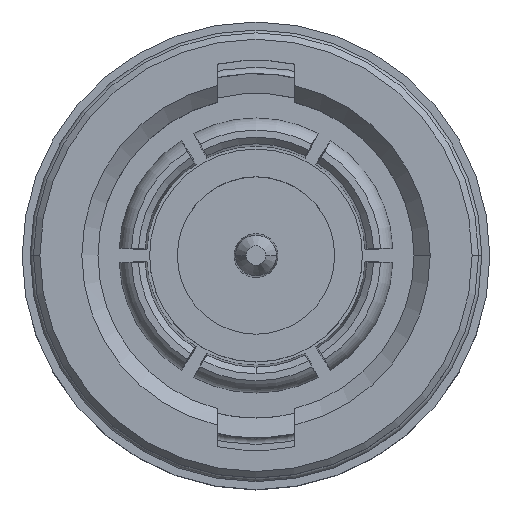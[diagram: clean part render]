
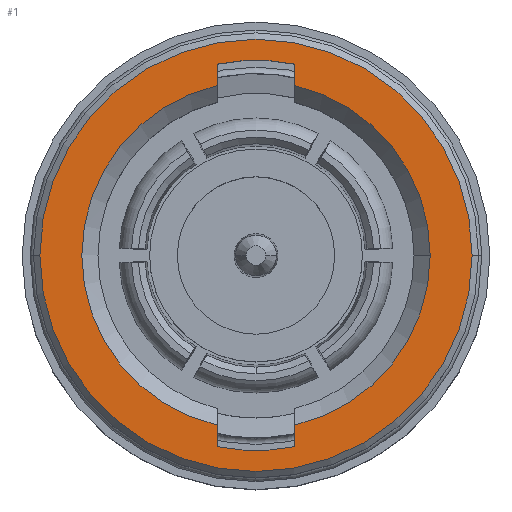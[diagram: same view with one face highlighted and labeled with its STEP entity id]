
A CAD part, top view. The second image highlights one B-rep face of the part: STEP entity #1.
In plain terms, the highlighted planar face has unit normal (0, 0, 1).
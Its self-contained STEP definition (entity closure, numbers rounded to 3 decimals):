
#1 = ADVANCED_FACE ( 'NONE', ( #7741, #657 ), #5777, .F. ) ;
#41 = ORIENTED_EDGE ( 'NONE', *, *, #4786, .F. ) ;
#126 = EDGE_CURVE ( 'NONE', #2185, #1980, #6680, .T. ) ;
#145 = ORIENTED_EDGE ( 'NONE', *, *, #3394, .F. ) ;
#223 = CIRCLE ( 'NONE', #525, 6.05 ) ;
#299 = DIRECTION ( 'NONE',  ( 0., 0., -1. ) ) ;
#414 = CARTESIAN_POINT ( 'NONE',  ( 0., 0., 1.4 ) ) ;
#441 = DIRECTION ( 'NONE',  ( 1., 0., 0. ) ) ;
#451 = VECTOR ( 'NONE', #5100, 1000. ) ;
#453 = CARTESIAN_POINT ( 'NONE',  ( 1.2, 5.265, 1.4 ) ) ;
#525 = AXIS2_PLACEMENT_3D ( 'NONE', #5973, #2307, #6609 ) ;
#651 = EDGE_CURVE ( 'NONE', #6814, #786, #3401, .T. ) ;
#657 = FACE_BOUND ( 'NONE', #3997, .T. ) ;
#773 = DIRECTION ( 'NONE',  ( 0., -1., 0. ) ) ;
#786 = VERTEX_POINT ( 'NONE', #3571 ) ;
#808 = CARTESIAN_POINT ( 'NONE',  ( -1.2, -4.751, 1.4 ) ) ;
#809 = LINE ( 'NONE', #6468, #3869 ) ;
#855 = EDGE_CURVE ( 'NONE', #1980, #6814, #6215, .T. ) ;
#856 = CARTESIAN_POINT ( 'NONE',  ( 1.2, -5.265, 1.4 ) ) ;
#881 = DIRECTION ( 'NONE',  ( 0., 1., 0. ) ) ;
#939 = DIRECTION ( 'NONE',  ( 0., 0., 1. ) ) ;
#1162 = CARTESIAN_POINT ( 'NONE',  ( 0., 0., 1.4 ) ) ;
#1166 = ORIENTED_EDGE ( 'NONE', *, *, #7235, .F. ) ;
#1235 = CARTESIAN_POINT ( 'NONE',  ( -1.2, 5.93, 1.4 ) ) ;
#1480 = CARTESIAN_POINT ( 'NONE',  ( 0., 0., 1.4 ) ) ;
#1782 = DIRECTION ( 'NONE',  ( -1., 0., 0. ) ) ;
#1980 = VERTEX_POINT ( 'NONE', #5019 ) ;
#2010 = CARTESIAN_POINT ( 'NONE',  ( 0., 0., 1.4 ) ) ;
#2109 = DIRECTION ( 'NONE',  ( 1., 0., 0. ) ) ;
#2185 = VERTEX_POINT ( 'NONE', #856 ) ;
#2197 = CIRCLE ( 'NONE', #5288, 5.4 ) ;
#2240 = ORIENTED_EDGE ( 'NONE', *, *, #126, .F. ) ;
#2307 = DIRECTION ( 'NONE',  ( 0., 0., 1. ) ) ;
#2397 = AXIS2_PLACEMENT_3D ( 'NONE', #2010, #6314, #2716 ) ;
#2428 = ORIENTED_EDGE ( 'NONE', *, *, #855, .F. ) ;
#2493 = AXIS2_PLACEMENT_3D ( 'NONE', #4610, #939, #5226 ) ;
#2547 = CARTESIAN_POINT ( 'NONE',  ( -6.7, 0., 1.4 ) ) ;
#2582 = CIRCLE ( 'NONE', #2397, 6.05 ) ;
#2716 = DIRECTION ( 'NONE',  ( -1., 0., 0. ) ) ;
#2787 = ORIENTED_EDGE ( 'NONE', *, *, #651, .F. ) ;
#2928 = DIRECTION ( 'NONE',  ( 0., 0., 1. ) ) ;
#3123 = VERTEX_POINT ( 'NONE', #2547 ) ;
#3300 = EDGE_LOOP ( 'NONE', ( #6487, #4729 ) ) ;
#3394 = EDGE_CURVE ( 'NONE', #7589, #2185, #809, .T. ) ;
#3401 = LINE ( 'NONE', #5101, #6494 ) ;
#3571 = CARTESIAN_POINT ( 'NONE',  ( 1.2, 5.93, 1.4 ) ) ;
#3721 = LINE ( 'NONE', #808, #451 ) ;
#3753 = CARTESIAN_POINT ( 'NONE',  ( 6.7, 0., 1.4 ) ) ;
#3780 = AXIS2_PLACEMENT_3D ( 'NONE', #7800, #4123, #441 ) ;
#3828 = AXIS2_PLACEMENT_3D ( 'NONE', #1162, #5461, #1782 ) ;
#3833 = AXIS2_PLACEMENT_3D ( 'NONE', #414, #2928, #6543 ) ;
#3869 = VECTOR ( 'NONE', #4609, 1000. ) ;
#3870 = CARTESIAN_POINT ( 'NONE',  ( -1.2, -5.265, 1.4 ) ) ;
#3954 = CARTESIAN_POINT ( 'NONE',  ( 0., 0., 1.4 ) ) ;
#3997 = EDGE_LOOP ( 'NONE', ( #1166, #2787, #2428, #2240, #145, #41, #5105, #5200, #7157 ) ) ;
#4108 = EDGE_CURVE ( 'NONE', #3123, #5684, #4354, .T. ) ;
#4123 = DIRECTION ( 'NONE',  ( 0., 0., 1. ) ) ;
#4224 = VECTOR ( 'NONE', #773, 1000. ) ;
#4354 = CIRCLE ( 'NONE', #3828, 6.7 ) ;
#4370 = AXIS2_PLACEMENT_3D ( 'NONE', #3954, #299, #4587 ) ;
#4464 = CARTESIAN_POINT ( 'NONE',  ( -1.2, 4.751, 1.4 ) ) ;
#4587 = DIRECTION ( 'NONE',  ( -1., 0., 0. ) ) ;
#4609 = DIRECTION ( 'NONE',  ( 0., 1., 0. ) ) ;
#4610 = CARTESIAN_POINT ( 'NONE',  ( 0., 0., 1.4 ) ) ;
#4729 = ORIENTED_EDGE ( 'NONE', *, *, #6370, .T. ) ;
#4786 = EDGE_CURVE ( 'NONE', #5608, #7589, #223, .T. ) ;
#5019 = CARTESIAN_POINT ( 'NONE',  ( 5.4, 0., 1.4 ) ) ;
#5100 = DIRECTION ( 'NONE',  ( 0., -1., 0. ) ) ;
#5101 = CARTESIAN_POINT ( 'NONE',  ( 1.2, 4.751, 1.4 ) ) ;
#5105 = ORIENTED_EDGE ( 'NONE', *, *, #6242, .F. ) ;
#5200 = ORIENTED_EDGE ( 'NONE', *, *, #7930, .F. ) ;
#5226 = DIRECTION ( 'NONE',  ( -1., 0., 0. ) ) ;
#5288 = AXIS2_PLACEMENT_3D ( 'NONE', #1480, #5770, #2109 ) ;
#5338 = VERTEX_POINT ( 'NONE', #3870 ) ;
#5461 = DIRECTION ( 'NONE',  ( 0., 0., 1. ) ) ;
#5608 = VERTEX_POINT ( 'NONE', #6229 ) ;
#5684 = VERTEX_POINT ( 'NONE', #3753 ) ;
#5770 = DIRECTION ( 'NONE',  ( 0., 0., 1. ) ) ;
#5777 = PLANE ( 'NONE',  #4370 ) ;
#5823 = CARTESIAN_POINT ( 'NONE',  ( -1.2, 5.265, 1.4 ) ) ;
#5973 = CARTESIAN_POINT ( 'NONE',  ( 0., 0., 1.4 ) ) ;
#5975 = VERTEX_POINT ( 'NONE', #5823 ) ;
#6215 = CIRCLE ( 'NONE', #3833, 5.4 ) ;
#6229 = CARTESIAN_POINT ( 'NONE',  ( -1.2, -5.93, 1.4 ) ) ;
#6242 = EDGE_CURVE ( 'NONE', #5338, #5608, #3721, .T. ) ;
#6314 = DIRECTION ( 'NONE',  ( 0., 0., 1. ) ) ;
#6370 = EDGE_CURVE ( 'NONE', #5684, #3123, #6416, .T. ) ;
#6416 = CIRCLE ( 'NONE', #2493, 6.7 ) ;
#6468 = CARTESIAN_POINT ( 'NONE',  ( 1.2, -4.751, 1.4 ) ) ;
#6487 = ORIENTED_EDGE ( 'NONE', *, *, #4108, .T. ) ;
#6494 = VECTOR ( 'NONE', #881, 1000. ) ;
#6543 = DIRECTION ( 'NONE',  ( 1., 0., 0. ) ) ;
#6609 = DIRECTION ( 'NONE',  ( 1., 0., 0. ) ) ;
#6680 = CIRCLE ( 'NONE', #3780, 5.4 ) ;
#6814 = VERTEX_POINT ( 'NONE', #453 ) ;
#7026 = VERTEX_POINT ( 'NONE', #1235 ) ;
#7157 = ORIENTED_EDGE ( 'NONE', *, *, #7224, .F. ) ;
#7224 = EDGE_CURVE ( 'NONE', #7026, #5975, #7493, .T. ) ;
#7235 = EDGE_CURVE ( 'NONE', #786, #7026, #2582, .T. ) ;
#7493 = LINE ( 'NONE', #4464, #4224 ) ;
#7589 = VERTEX_POINT ( 'NONE', #7947 ) ;
#7741 = FACE_OUTER_BOUND ( 'NONE', #3300, .T. ) ;
#7800 = CARTESIAN_POINT ( 'NONE',  ( 0., 0., 1.4 ) ) ;
#7930 = EDGE_CURVE ( 'NONE', #5975, #5338, #2197, .T. ) ;
#7947 = CARTESIAN_POINT ( 'NONE',  ( 1.2, -5.93, 1.4 ) ) ;
